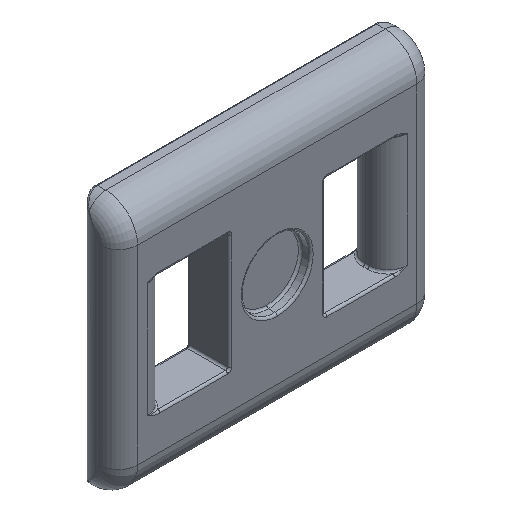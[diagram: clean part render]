
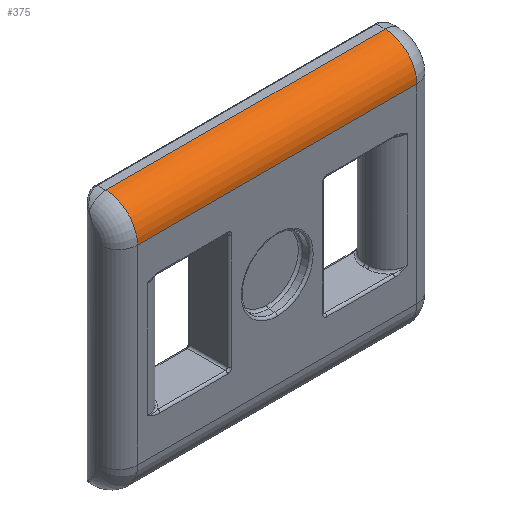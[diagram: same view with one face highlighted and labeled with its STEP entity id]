
A CAD part, isometric view. The second image highlights one B-rep face of the part: STEP entity #375.
In plain terms, the highlighted cylindrical face has radius 1.5 mm (diameter 3 mm), a partial arc.
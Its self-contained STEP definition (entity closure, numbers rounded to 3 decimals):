
#159 = CARTESIAN_POINT ( 'NONE',  ( -6.6, 0., 4.5 ) ) ;
#354 = DIRECTION ( 'NONE',  ( 0., 0., 1. ) ) ;
#369 = DIRECTION ( 'NONE',  ( -1., 0., 0. ) ) ;
#372 = CARTESIAN_POINT ( 'NONE',  ( 6.6, 1.5, 4.5 ) ) ;
#375 = ADVANCED_FACE ( 'NONE', ( #5598 ), #5414, .T. ) ;
#429 = DIRECTION ( 'NONE',  ( 0., 0., -1. ) ) ;
#431 = DIRECTION ( 'NONE',  ( 1., 0., 0. ) ) ;
#444 = CARTESIAN_POINT ( 'NONE',  ( -6.6, 1.5, 4.5 ) ) ;
#528 = EDGE_CURVE ( 'NONE', #861, #3054, #2062, .T. ) ;
#560 = EDGE_CURVE ( 'NONE', #2506, #1578, #4546, .T. ) ;
#861 = VERTEX_POINT ( 'NONE', #4835 ) ;
#918 = ORIENTED_EDGE ( 'NONE', *, *, #560, .T. ) ;
#1014 = ORIENTED_EDGE ( 'NONE', *, *, #2763, .F. ) ;
#1509 = ORIENTED_EDGE ( 'NONE', *, *, #528, .T. ) ;
#1578 = VERTEX_POINT ( 'NONE', #5696 ) ;
#1675 = ORIENTED_EDGE ( 'NONE', *, *, #4168, .F. ) ;
#1808 = DIRECTION ( 'NONE',  ( 1., 0., 0. ) ) ;
#1864 = CARTESIAN_POINT ( 'NONE',  ( -7.5, 1.5, 4.5 ) ) ;
#1869 = CARTESIAN_POINT ( 'NONE',  ( 0., 0., 4.5 ) ) ;
#2030 = VECTOR ( 'NONE', #2128, 1000. ) ;
#2062 = CIRCLE ( 'NONE', #3538, 1.5 ) ;
#2128 = DIRECTION ( 'NONE',  ( -1., 0., 0. ) ) ;
#2186 = DIRECTION ( 'NONE',  ( 1., 0., 0. ) ) ;
#2275 = DIRECTION ( 'NONE',  ( 0., 0., -1. ) ) ;
#2506 = VERTEX_POINT ( 'NONE', #3009 ) ;
#2763 = EDGE_CURVE ( 'NONE', #2506, #3054, #6079, .T. ) ;
#3009 = CARTESIAN_POINT ( 'NONE',  ( 6.6, 0., 4.5 ) ) ;
#3054 = VERTEX_POINT ( 'NONE', #159 ) ;
#3224 = EDGE_LOOP ( 'NONE', ( #1675, #1509, #1014, #918 ) ) ;
#3318 = CARTESIAN_POINT ( 'NONE',  ( -7.5, 1.5, 6. ) ) ;
#3502 = AXIS2_PLACEMENT_3D ( 'NONE', #372, #369, #354 ) ;
#3538 = AXIS2_PLACEMENT_3D ( 'NONE', #444, #431, #429 ) ;
#4168 = EDGE_CURVE ( 'NONE', #861, #1578, #6627, .T. ) ;
#4183 = AXIS2_PLACEMENT_3D ( 'NONE', #1864, #1808, #2275 ) ;
#4546 = CIRCLE ( 'NONE', #3502, 1.5 ) ;
#4835 = CARTESIAN_POINT ( 'NONE',  ( -6.6, 1.5, 6. ) ) ;
#5219 = VECTOR ( 'NONE', #2186, 1000. ) ;
#5414 = CYLINDRICAL_SURFACE ( 'NONE', #4183, 1.5 ) ;
#5598 = FACE_OUTER_BOUND ( 'NONE', #3224, .T. ) ;
#5696 = CARTESIAN_POINT ( 'NONE',  ( 6.6, 1.5, 6. ) ) ;
#6079 = LINE ( 'NONE', #1869, #2030 ) ;
#6627 = LINE ( 'NONE', #3318, #5219 ) ;
